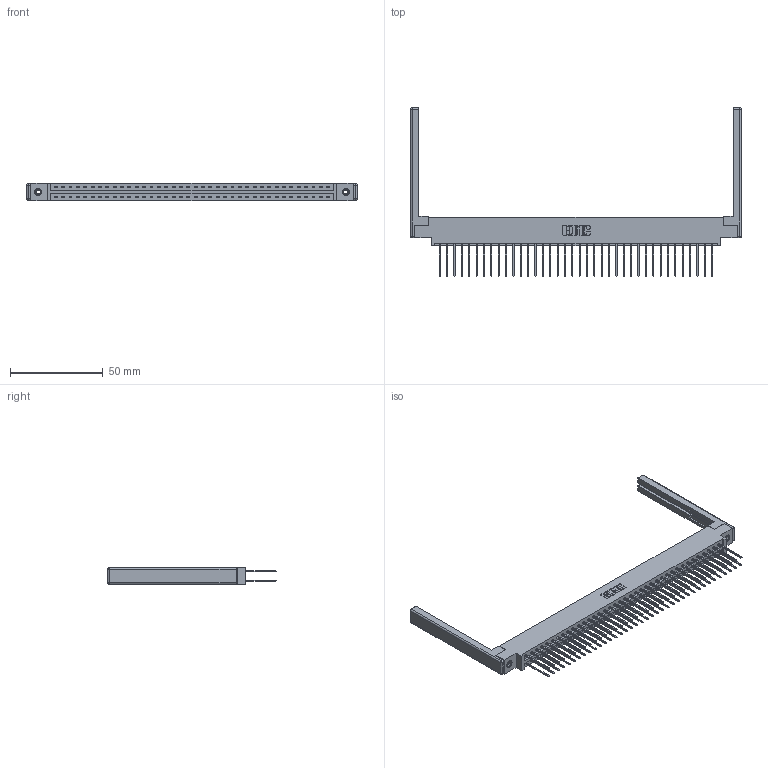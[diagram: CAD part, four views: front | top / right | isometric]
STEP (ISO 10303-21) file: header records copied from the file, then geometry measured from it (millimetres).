
FILE_DESCRIPTION (( 'STEP AP203' ), '1' );
FILE_NAME ('337-076-542-868.STEP', '2019-10-15T13:28:49', ( '' ), ( '' ), 'SwSTEP 2.0', 'SolidWorks 2016', '' );
FILE_SCHEMA (( 'CONFIG_CONTROL_DESIGN' ));
Length unit declared in the file: inch
Products named in the file (5): 337-076-542-868; 307-220-068; 337 Part_0.170 Offset - 0.156 Dia-TI; 345-250-001_345-250-001-102; 345-292-001_345-293-142
Assembly tree (81 placements, depth 2):
  337-076-542-868
    337 Part_0.170 Offset - 0.156 Dia-TI
    345-292-001_345-293-142  x76
    345-250-001_345-250-001-102  x2
    307-220-068  x2
Bounding box: 178 x 90.68 x 9.4 mm (x, y, z)
Volume: 23327.7 mm3; surface area: 27284.6 mm2
Topology: 81 solids, 81 shells, 4376 faces, 12949 edges, 8510 vertices
Faces by surface type: plane 3050, cylinder 1302, cone 12, sphere 8, torus 4
Entity records: 32890 total; most frequent: CARTESIAN_POINT 5511, ORIENTED_EDGE 5436, DIRECTION 4764, EDGE_CURVE 2718, VECTOR 2540, LINE 2540, VERTEX_POINT 1802, AXIS2_PLACEMENT_3D 1112
